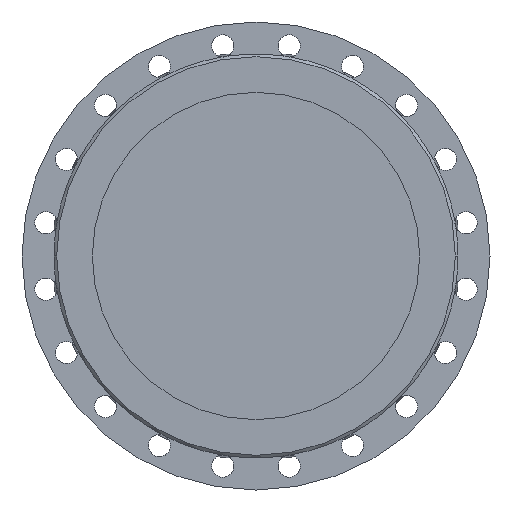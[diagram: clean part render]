
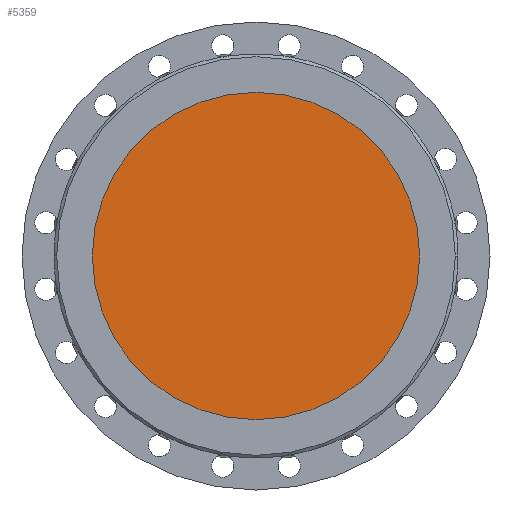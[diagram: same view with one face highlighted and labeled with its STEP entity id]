
A CAD part, left-side view. The second image highlights one B-rep face of the part: STEP entity #5359.
In plain terms, the highlighted planar face has unit normal (-1, 0, 0).
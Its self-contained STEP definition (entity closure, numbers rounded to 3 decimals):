
#1798=CARTESIAN_POINT('',(-155.,0.,0.));
#1799=DIRECTION('',(1.,0.,0.));
#1800=DIRECTION('',(0.,1.,0.));
#1801=AXIS2_PLACEMENT_3D('',#1798,#1799,#1800);
#1806=CARTESIAN_POINT('',(-155.,0.,0.));
#1807=DIRECTION('',(1.,0.,0.));
#1808=DIRECTION('',(0.,-1.,0.));
#1809=AXIS2_PLACEMENT_3D('',#1806,#1807,#1808);
#4346=CARTESIAN_POINT('',(-155.,250.,0.));
#4347=CARTESIAN_POINT('',(-155.,-250.,0.));
#4348=VERTEX_POINT('',#4346);
#4349=VERTEX_POINT('',#4347);
#5350=CARTESIAN_POINT('',(-155.,0.,0.));
#5351=DIRECTION('',(1.,0.,0.));
#5352=DIRECTION('',(0.,1.,0.));
#5353=AXIS2_PLACEMENT_3D('',#5350,#5351,#5352);
#5354=PLANE('',#5353);
#5355=ORIENTED_EDGE('',*,*,#5330,.T.);
#5356=ORIENTED_EDGE('',*,*,#5344,.T.);
#5357=EDGE_LOOP('',(#5355,#5356));
#5358=FACE_OUTER_BOUND('',#5357,.F.);
#5359=ADVANCED_FACE('',(#5358),#5354,.F.);
#1802=CIRCLE('',#1801,250.);
#1810=CIRCLE('',#1809,250.);
#5330=EDGE_CURVE('',#4348,#4349,#1802,.T.);
#5344=EDGE_CURVE('',#4349,#4348,#1810,.T.);
